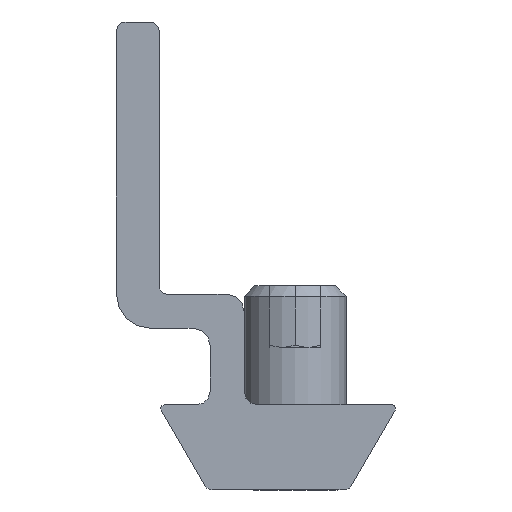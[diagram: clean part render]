
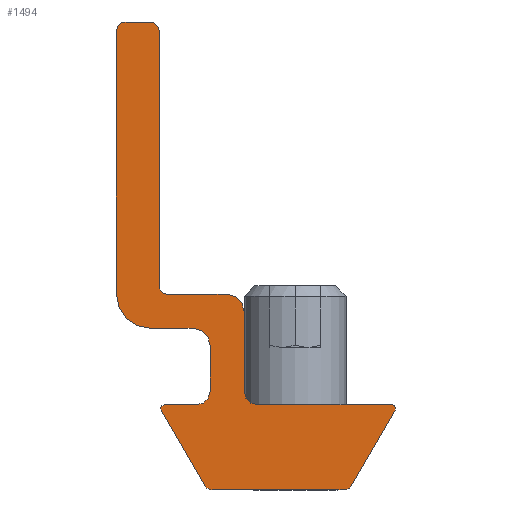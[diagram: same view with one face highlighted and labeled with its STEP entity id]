
A CAD part, front view. The second image highlights one B-rep face of the part: STEP entity #1494.
In plain terms, the highlighted planar face has unit normal (0, -1, 0).
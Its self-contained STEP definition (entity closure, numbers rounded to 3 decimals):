
#145=PLANE('',#1675);
#199=FACE_OUTER_BOUND('',#277,.T.);
#277=EDGE_LOOP('',(#1313,#1314,#1315,#1316,#1317,#1318,#1319,#1320,#1321,
#1322,#1323,#1324,#1325,#1326,#1327,#1328,#1329,#1330,#1331,#1332,#1333,
#1334,#1335,#1336));
#313=LINE('',#2531,#417);
#338=LINE('',#2570,#442);
#342=LINE('',#2582,#446);
#346=LINE('',#2594,#450);
#350=LINE('',#2606,#454);
#354=LINE('',#2618,#458);
#358=LINE('',#2630,#462);
#362=LINE('',#2642,#466);
#366=LINE('',#2654,#470);
#370=LINE('',#2666,#474);
#374=LINE('',#2678,#478);
#378=LINE('',#2689,#482);
#417=VECTOR('',#1864,1.);
#442=VECTOR('',#1903,1.);
#446=VECTOR('',#1915,1.);
#450=VECTOR('',#1927,1.);
#454=VECTOR('',#1939,1.);
#458=VECTOR('',#1951,1.);
#462=VECTOR('',#1963,1.);
#466=VECTOR('',#1975,1.);
#470=VECTOR('',#1987,1.);
#474=VECTOR('',#1999,1.);
#478=VECTOR('',#2011,1.);
#482=VECTOR('',#2023,1.);
#541=CIRCLE('',#1630,0.8);
#542=CIRCLE('',#1632,0.2);
#544=CIRCLE('',#1636,0.5);
#546=CIRCLE('',#1640,0.5);
#548=CIRCLE('',#1644,0.2);
#550=CIRCLE('',#1648,0.8);
#552=CIRCLE('',#1652,1.);
#554=CIRCLE('',#1656,2.);
#556=CIRCLE('',#1660,0.5);
#558=CIRCLE('',#1664,0.5);
#560=CIRCLE('',#1668,0.5);
#562=CIRCLE('',#1672,1.);
#690=VERTEX_POINT('',#2528);
#691=VERTEX_POINT('',#2530);
#695=VERTEX_POINT('',#2559);
#696=VERTEX_POINT('',#2563);
#698=VERTEX_POINT('',#2569);
#700=VERTEX_POINT('',#2575);
#702=VERTEX_POINT('',#2581);
#704=VERTEX_POINT('',#2587);
#706=VERTEX_POINT('',#2593);
#708=VERTEX_POINT('',#2599);
#710=VERTEX_POINT('',#2605);
#712=VERTEX_POINT('',#2611);
#714=VERTEX_POINT('',#2617);
#716=VERTEX_POINT('',#2623);
#718=VERTEX_POINT('',#2629);
#720=VERTEX_POINT('',#2635);
#722=VERTEX_POINT('',#2641);
#724=VERTEX_POINT('',#2647);
#726=VERTEX_POINT('',#2653);
#728=VERTEX_POINT('',#2659);
#730=VERTEX_POINT('',#2665);
#732=VERTEX_POINT('',#2671);
#734=VERTEX_POINT('',#2677);
#736=VERTEX_POINT('',#2683);
#858=EDGE_CURVE('',#690,#691,#313,.T.);
#883=EDGE_CURVE('',#695,#690,#541,.T.);
#884=EDGE_CURVE('',#691,#696,#542,.T.);
#887=EDGE_CURVE('',#696,#698,#338,.T.);
#890=EDGE_CURVE('',#698,#700,#544,.T.);
#893=EDGE_CURVE('',#700,#702,#342,.T.);
#896=EDGE_CURVE('',#702,#704,#546,.T.);
#899=EDGE_CURVE('',#704,#706,#346,.T.);
#902=EDGE_CURVE('',#706,#708,#548,.T.);
#905=EDGE_CURVE('',#708,#710,#350,.T.);
#908=EDGE_CURVE('',#710,#712,#550,.T.);
#911=EDGE_CURVE('',#712,#714,#354,.T.);
#914=EDGE_CURVE('',#714,#716,#552,.T.);
#917=EDGE_CURVE('',#716,#718,#358,.T.);
#920=EDGE_CURVE('',#718,#720,#554,.T.);
#923=EDGE_CURVE('',#720,#722,#362,.T.);
#926=EDGE_CURVE('',#722,#724,#556,.T.);
#929=EDGE_CURVE('',#724,#726,#366,.T.);
#932=EDGE_CURVE('',#726,#728,#558,.T.);
#935=EDGE_CURVE('',#728,#730,#370,.T.);
#938=EDGE_CURVE('',#730,#732,#560,.T.);
#941=EDGE_CURVE('',#732,#734,#374,.T.);
#944=EDGE_CURVE('',#734,#736,#562,.T.);
#947=EDGE_CURVE('',#736,#695,#378,.T.);
#1313=ORIENTED_EDGE('',*,*,#858,.F.);
#1314=ORIENTED_EDGE('',*,*,#883,.F.);
#1315=ORIENTED_EDGE('',*,*,#947,.F.);
#1316=ORIENTED_EDGE('',*,*,#944,.F.);
#1317=ORIENTED_EDGE('',*,*,#941,.F.);
#1318=ORIENTED_EDGE('',*,*,#938,.F.);
#1319=ORIENTED_EDGE('',*,*,#935,.F.);
#1320=ORIENTED_EDGE('',*,*,#932,.F.);
#1321=ORIENTED_EDGE('',*,*,#929,.F.);
#1322=ORIENTED_EDGE('',*,*,#926,.F.);
#1323=ORIENTED_EDGE('',*,*,#923,.F.);
#1324=ORIENTED_EDGE('',*,*,#920,.F.);
#1325=ORIENTED_EDGE('',*,*,#917,.F.);
#1326=ORIENTED_EDGE('',*,*,#914,.F.);
#1327=ORIENTED_EDGE('',*,*,#911,.F.);
#1328=ORIENTED_EDGE('',*,*,#908,.F.);
#1329=ORIENTED_EDGE('',*,*,#905,.F.);
#1330=ORIENTED_EDGE('',*,*,#902,.F.);
#1331=ORIENTED_EDGE('',*,*,#899,.F.);
#1332=ORIENTED_EDGE('',*,*,#896,.F.);
#1333=ORIENTED_EDGE('',*,*,#893,.F.);
#1334=ORIENTED_EDGE('',*,*,#890,.F.);
#1335=ORIENTED_EDGE('',*,*,#887,.F.);
#1336=ORIENTED_EDGE('',*,*,#884,.F.);
#1494=ADVANCED_FACE('',(#199),#145,.T.);
#1630=AXIS2_PLACEMENT_3D('',#2561,#1892,#1893);
#1632=AXIS2_PLACEMENT_3D('',#2564,#1896,#1897);
#1636=AXIS2_PLACEMENT_3D('',#2576,#1908,#1909);
#1640=AXIS2_PLACEMENT_3D('',#2588,#1920,#1921);
#1644=AXIS2_PLACEMENT_3D('',#2600,#1932,#1933);
#1648=AXIS2_PLACEMENT_3D('',#2612,#1944,#1945);
#1652=AXIS2_PLACEMENT_3D('',#2624,#1956,#1957);
#1656=AXIS2_PLACEMENT_3D('',#2636,#1968,#1969);
#1660=AXIS2_PLACEMENT_3D('',#2648,#1980,#1981);
#1664=AXIS2_PLACEMENT_3D('',#2660,#1992,#1993);
#1668=AXIS2_PLACEMENT_3D('',#2672,#2004,#2005);
#1672=AXIS2_PLACEMENT_3D('',#2684,#2016,#2017);
#1675=AXIS2_PLACEMENT_3D('',#2691,#2025,#2026);
#1864=DIRECTION('',(1.,0.,0.));
#1892=DIRECTION('center_axis',(0.,-1.,0.));
#1893=DIRECTION('ref_axis',(-1.,0.,0.));
#1896=DIRECTION('center_axis',(0.,1.,0.));
#1897=DIRECTION('ref_axis',(0.866,0.,-0.5));
#1903=DIRECTION('',(-0.5,0.,-0.866));
#1908=DIRECTION('center_axis',(0.,1.,0.));
#1909=DIRECTION('ref_axis',(0.,0.,-1.));
#1915=DIRECTION('',(-1.,0.,0.));
#1920=DIRECTION('center_axis',(0.,1.,0.));
#1921=DIRECTION('ref_axis',(-0.866,0.,-0.5));
#1927=DIRECTION('',(-0.5,0.,0.866));
#1932=DIRECTION('center_axis',(0.,1.,0.));
#1933=DIRECTION('ref_axis',(0.,0.,1.));
#1939=DIRECTION('',(1.,0.,0.));
#1944=DIRECTION('center_axis',(0.,-1.,0.));
#1945=DIRECTION('ref_axis',(0.,0.,-1.));
#1951=DIRECTION('',(0.,0.,1.));
#1956=DIRECTION('center_axis',(0.,-1.,0.));
#1957=DIRECTION('ref_axis',(1.,0.,0.));
#1963=DIRECTION('',(-1.,0.,0.));
#1968=DIRECTION('center_axis',(0.,1.,0.));
#1969=DIRECTION('ref_axis',(-1.,0.,0.));
#1975=DIRECTION('',(0.,0.,1.));
#1980=DIRECTION('center_axis',(0.,1.,0.));
#1981=DIRECTION('ref_axis',(0.,0.,1.));
#1987=DIRECTION('',(1.,0.,0.));
#1992=DIRECTION('center_axis',(0.,1.,0.));
#1993=DIRECTION('ref_axis',(1.,0.,0.));
#1999=DIRECTION('',(0.,0.,-1.));
#2004=DIRECTION('center_axis',(0.,-1.,0.));
#2005=DIRECTION('ref_axis',(-1.,0.,0.));
#2011=DIRECTION('',(1.,0.,0.));
#2016=DIRECTION('center_axis',(0.,1.,0.));
#2017=DIRECTION('ref_axis',(1.,0.,0.));
#2023=DIRECTION('',(0.,0.,-1.));
#2025=DIRECTION('center_axis',(0.,-1.,0.));
#2026=DIRECTION('ref_axis',(1.,0.,0.));
#2528=CARTESIAN_POINT('',(2.8,-1000.,0.));
#2530=CARTESIAN_POINT('',(10.7,-1000.,0.));
#2531=CARTESIAN_POINT('',(2.8,-1000.,0.));
#2559=CARTESIAN_POINT('',(2.,-1000.,0.8));
#2561=CARTESIAN_POINT('Origin',(2.8,-1000.,0.8));
#2563=CARTESIAN_POINT('',(10.873,-1000.,-0.3));
#2564=CARTESIAN_POINT('Origin',(10.7,-1000.,-0.2));
#2569=CARTESIAN_POINT('',(8.304,-1000.,-4.75));
#2570=CARTESIAN_POINT('',(10.873,-1000.,-0.3));
#2575=CARTESIAN_POINT('',(7.871,-1000.,-5.));
#2576=CARTESIAN_POINT('Origin',(7.871,-1000.,-4.5));
#2581=CARTESIAN_POINT('',(0.129,-1000.,-5.));
#2582=CARTESIAN_POINT('',(7.871,-1000.,-5.));
#2587=CARTESIAN_POINT('',(-0.304,-1000.,-4.75));
#2588=CARTESIAN_POINT('Origin',(0.129,-1000.,-4.5));
#2593=CARTESIAN_POINT('',(-2.873,-1000.,-0.3));
#2594=CARTESIAN_POINT('',(-0.304,-1000.,-4.75));
#2599=CARTESIAN_POINT('',(-2.7,-1000.,0.));
#2600=CARTESIAN_POINT('Origin',(-2.7,-1000.,-0.2));
#2605=CARTESIAN_POINT('',(-0.8,-1000.,0.));
#2606=CARTESIAN_POINT('',(-2.7,-1000.,0.));
#2611=CARTESIAN_POINT('',(0.,-1000.,0.8));
#2612=CARTESIAN_POINT('Origin',(-0.8,-1000.,0.8));
#2617=CARTESIAN_POINT('',(0.,-1000.,3.5));
#2618=CARTESIAN_POINT('',(0.,-1000.,0.8));
#2623=CARTESIAN_POINT('',(-1.,-1000.,4.5));
#2624=CARTESIAN_POINT('Origin',(-1.,-1000.,3.5));
#2629=CARTESIAN_POINT('',(-3.5,-1000.,4.5));
#2630=CARTESIAN_POINT('',(-1.,-1000.,4.5));
#2635=CARTESIAN_POINT('',(-5.5,-1000.,6.5));
#2636=CARTESIAN_POINT('Origin',(-3.5,-1000.,6.5));
#2641=CARTESIAN_POINT('',(-5.5,-1000.,22.));
#2642=CARTESIAN_POINT('',(-5.5,-1000.,6.5));
#2647=CARTESIAN_POINT('',(-5.,-1000.,22.5));
#2648=CARTESIAN_POINT('Origin',(-5.,-1000.,22.));
#2653=CARTESIAN_POINT('',(-3.5,-1000.,22.5));
#2654=CARTESIAN_POINT('',(-5.,-1000.,22.5));
#2659=CARTESIAN_POINT('',(-3.,-1000.,22.));
#2660=CARTESIAN_POINT('Origin',(-3.5,-1000.,22.));
#2665=CARTESIAN_POINT('',(-3.,-1000.,7.));
#2666=CARTESIAN_POINT('',(-3.,-1000.,22.));
#2671=CARTESIAN_POINT('',(-2.5,-1000.,6.5));
#2672=CARTESIAN_POINT('Origin',(-2.5,-1000.,7.));
#2677=CARTESIAN_POINT('',(1.,-1000.,6.5));
#2678=CARTESIAN_POINT('',(-2.5,-1000.,6.5));
#2683=CARTESIAN_POINT('',(2.,-1000.,5.5));
#2684=CARTESIAN_POINT('Origin',(1.,-1000.,5.5));
#2689=CARTESIAN_POINT('',(2.,-1000.,5.5));
#2691=CARTESIAN_POINT('Origin',(-0.292,-1000.,6.15));
